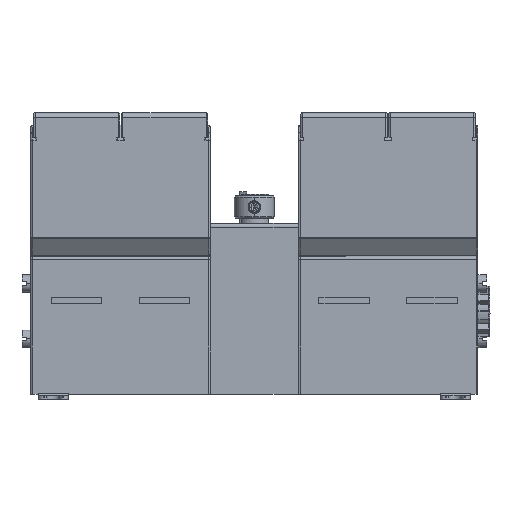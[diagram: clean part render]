
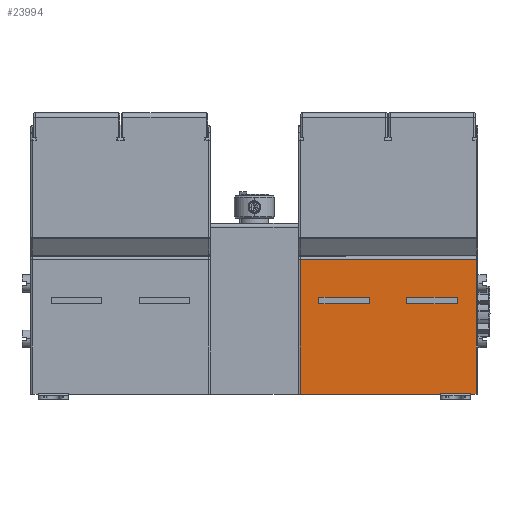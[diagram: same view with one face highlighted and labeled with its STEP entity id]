
A CAD part, left-side view. The second image highlights one B-rep face of the part: STEP entity #23994.
In plain terms, the highlighted planar face has unit normal (-1, 0, 0).
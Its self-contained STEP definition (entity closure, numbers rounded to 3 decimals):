
#4586=DIRECTION('',(0.,1.,0.));
#4587=VECTOR('',#4586,55.8);
#4588=CARTESIAN_POINT('',(-50.,-74.,1.5));
#4589=LINE('',#4588,#4587);
#4590=DIRECTION('',(0.,0.,1.));
#4591=VECTOR('',#4590,53.5);
#4592=CARTESIAN_POINT('',(-50.,-18.2,1.5));
#4593=LINE('',#4592,#4591);
#4594=DIRECTION('',(0.,-1.,0.));
#4595=VECTOR('',#4594,70.1);
#4596=CARTESIAN_POINT('',(-50.,-18.2,55.));
#4597=LINE('',#4596,#4595);
#4598=DIRECTION('',(0.,0.,-1.));
#4599=VECTOR('',#4598,53.5);
#4600=CARTESIAN_POINT('',(-50.,-88.3,55.));
#4601=LINE('',#4600,#4599);
#4602=DIRECTION('',(0.,1.,0.));
#4603=VECTOR('',#4602,2.3);
#4604=CARTESIAN_POINT('',(-50.,-88.3,1.5));
#4605=LINE('',#4604,#4603);
#4606=DIRECTION('',(0.,-1.,0.));
#4607=VECTOR('',#4606,12.);
#4608=CARTESIAN_POINT('',(-50.,-74.,1.828));
#4609=LINE('',#4608,#4607);
#4641=DIRECTION('',(0.,0.,-1.));
#4642=VECTOR('',#4641,0.328);
#4643=CARTESIAN_POINT('',(-50.,-86.,1.828));
#4644=LINE('',#4643,#4642);
#4649=DIRECTION('',(0.,0.,-1.));
#4650=VECTOR('',#4649,0.328);
#4651=CARTESIAN_POINT('',(-50.,-74.,1.828));
#4652=LINE('',#4651,#4650);
#4960=DIRECTION('',(0.,0.,1.));
#4961=VECTOR('',#4960,2.5);
#4962=CARTESIAN_POINT('',(-50.,-26.55,37.5));
#4963=LINE('',#4962,#4961);
#4972=DIRECTION('',(0.,1.,0.));
#4973=VECTOR('',#4972,18.4);
#4974=CARTESIAN_POINT('',(-50.,-44.95,40.));
#4975=LINE('',#4974,#4973);
#5014=DIRECTION('',(0.,0.,1.));
#5015=VECTOR('',#5014,2.5);
#5016=CARTESIAN_POINT('',(-50.,-44.95,37.5));
#5017=LINE('',#5016,#5015);
#5022=DIRECTION('',(0.,1.,0.));
#5023=VECTOR('',#5022,18.4);
#5024=CARTESIAN_POINT('',(-50.,-44.95,37.5));
#5025=LINE('',#5024,#5023);
#5084=DIRECTION('',(0.,0.,1.));
#5085=VECTOR('',#5084,2.5);
#5086=CARTESIAN_POINT('',(-50.,-61.55,37.5));
#5087=LINE('',#5086,#5085);
#5096=DIRECTION('',(0.,1.,0.));
#5097=VECTOR('',#5096,18.4);
#5098=CARTESIAN_POINT('',(-50.,-79.95,40.));
#5099=LINE('',#5098,#5097);
#5138=DIRECTION('',(0.,0.,1.));
#5139=VECTOR('',#5138,2.5);
#5140=CARTESIAN_POINT('',(-50.,-79.95,37.5));
#5141=LINE('',#5140,#5139);
#5146=DIRECTION('',(0.,1.,0.));
#5147=VECTOR('',#5146,18.4);
#5148=CARTESIAN_POINT('',(-50.,-79.95,37.5));
#5149=LINE('',#5148,#5147);
#14183=CARTESIAN_POINT('',(-50.,-88.3,1.5));
#14185=VERTEX_POINT('',#14183);
#14302=CARTESIAN_POINT('',(-50.,-18.2,55.));
#14303=CARTESIAN_POINT('',(-50.,-88.3,55.));
#14304=VERTEX_POINT('',#14302);
#14305=VERTEX_POINT('',#14303);
#14316=CARTESIAN_POINT('',(-50.,-18.2,1.5));
#14317=VERTEX_POINT('',#14316);
#14318=CARTESIAN_POINT('',(-50.,-26.55,37.5));
#14319=CARTESIAN_POINT('',(-50.,-26.55,40.));
#14320=VERTEX_POINT('',#14318);
#14321=VERTEX_POINT('',#14319);
#14322=CARTESIAN_POINT('',(-50.,-44.95,37.5));
#14323=CARTESIAN_POINT('',(-50.,-44.95,40.));
#14324=VERTEX_POINT('',#14322);
#14325=VERTEX_POINT('',#14323);
#14334=CARTESIAN_POINT('',(-50.,-61.55,37.5));
#14335=CARTESIAN_POINT('',(-50.,-61.55,40.));
#14336=VERTEX_POINT('',#14334);
#14337=VERTEX_POINT('',#14335);
#14338=CARTESIAN_POINT('',(-50.,-79.95,37.5));
#14339=CARTESIAN_POINT('',(-50.,-79.95,40.));
#14340=VERTEX_POINT('',#14338);
#14341=VERTEX_POINT('',#14339);
#14494=CARTESIAN_POINT('',(-50.,-74.,1.828));
#14495=CARTESIAN_POINT('',(-50.,-86.,1.828));
#14496=VERTEX_POINT('',#14494);
#14497=VERTEX_POINT('',#14495);
#14499=CARTESIAN_POINT('',(-50.,-86.,1.5));
#14501=VERTEX_POINT('',#14499);
#14503=CARTESIAN_POINT('',(-50.,-74.,1.5));
#14505=VERTEX_POINT('',#14503);
#23954=CARTESIAN_POINT('',(-50.,-92.5,1.5));
#23955=DIRECTION('',(-1.,0.,0.));
#23956=DIRECTION('',(0.,0.,1.));
#23957=AXIS2_PLACEMENT_3D('',#23954,#23955,#23956);
#23958=PLANE('',#23957);
#23960=ORIENTED_EDGE('',*,*,#23959,.F.);
#23962=ORIENTED_EDGE('',*,*,#23961,.T.);
#23963=ORIENTED_EDGE('',*,*,#16462,.T.);
#23964=ORIENTED_EDGE('',*,*,#15917,.T.);
#23966=ORIENTED_EDGE('',*,*,#23965,.T.);
#23968=ORIENTED_EDGE('',*,*,#23967,.T.);
#23969=ORIENTED_EDGE('',*,*,#16470,.T.);
#23971=ORIENTED_EDGE('',*,*,#23970,.F.);
#23972=EDGE_LOOP('',(#23960,#23962,#23963,#23964,#23966,#23968,#23969,#23971));
#23973=FACE_OUTER_BOUND('',#23972,.F.);
#23975=ORIENTED_EDGE('',*,*,#23974,.F.);
#23977=ORIENTED_EDGE('',*,*,#23976,.F.);
#23979=ORIENTED_EDGE('',*,*,#23978,.T.);
#23981=ORIENTED_EDGE('',*,*,#23980,.T.);
#23982=EDGE_LOOP('',(#23975,#23977,#23979,#23981));
#23983=FACE_BOUND('',#23982,.F.);
#23985=ORIENTED_EDGE('',*,*,#23984,.F.);
#23987=ORIENTED_EDGE('',*,*,#23986,.F.);
#23989=ORIENTED_EDGE('',*,*,#23988,.T.);
#23991=ORIENTED_EDGE('',*,*,#23990,.T.);
#23992=EDGE_LOOP('',(#23985,#23987,#23989,#23991));
#23993=FACE_BOUND('',#23992,.F.);
#15917=EDGE_CURVE('',#14317,#14304,#4593,.T.);
#16462=EDGE_CURVE('',#14505,#14317,#4589,.T.);
#16470=EDGE_CURVE('',#14185,#14501,#4605,.T.);
#23959=EDGE_CURVE('',#14496,#14497,#4609,.T.);
#23961=EDGE_CURVE('',#14496,#14505,#4652,.T.);
#23965=EDGE_CURVE('',#14304,#14305,#4597,.T.);
#23967=EDGE_CURVE('',#14305,#14185,#4601,.T.);
#23970=EDGE_CURVE('',#14497,#14501,#4644,.T.);
#23974=EDGE_CURVE('',#14320,#14321,#4963,.T.);
#23976=EDGE_CURVE('',#14324,#14320,#5025,.T.);
#23978=EDGE_CURVE('',#14324,#14325,#5017,.T.);
#23980=EDGE_CURVE('',#14325,#14321,#4975,.T.);
#23984=EDGE_CURVE('',#14336,#14337,#5087,.T.);
#23986=EDGE_CURVE('',#14340,#14336,#5149,.T.);
#23988=EDGE_CURVE('',#14340,#14341,#5141,.T.);
#23990=EDGE_CURVE('',#14341,#14337,#5099,.T.);
#23994=ADVANCED_FACE('',(#23973,#23983,#23993),#23958,.T.);
